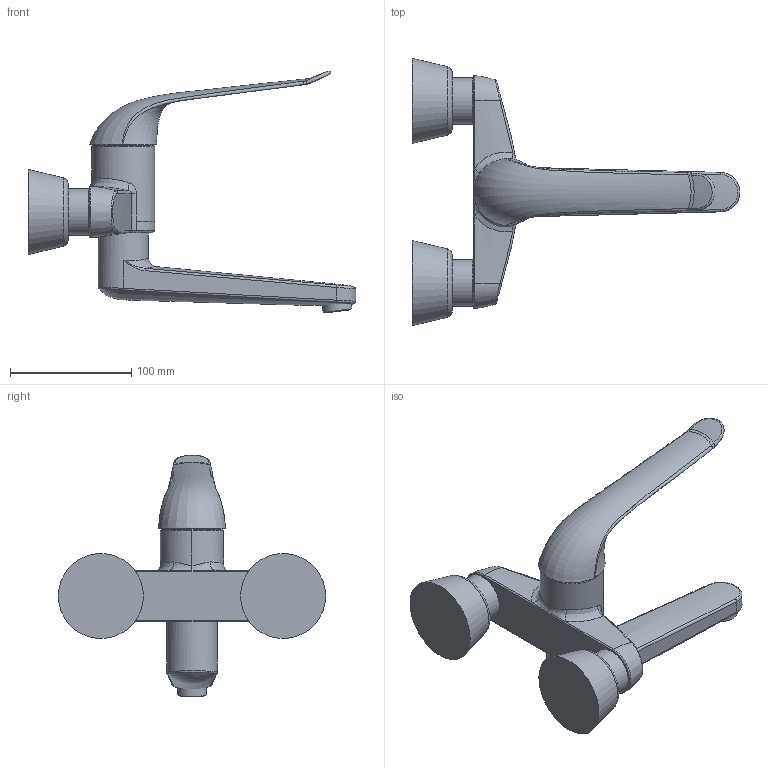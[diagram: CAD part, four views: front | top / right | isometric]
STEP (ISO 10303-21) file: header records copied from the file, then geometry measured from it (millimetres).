
FILE_DESCRIPTION(/* description */ ('Unknown'),/* implementation_level */ '2;1');
FILE_NAME(/* name */ '32773000',/* time_stamp */ '2022-09-09T10:56:09+02:00',/* author */ ('Unknown'),/* organization */ ('GROHE AG'),/* preprocessor_version */ 'ST-DEVELOPER v16.7',/* originating_system */ 'DEX',/* authorisation */ $);
FILE_SCHEMA (('AUTOMOTIVE_DESIGN {1 0 10303 214 3 1 1}'));
Length unit declared in the file: millimetre
Products named in the file (3): 32773000; id11; 1
Assembly tree (2 placements, depth 2):
  32773000
    id11
    1
Bounding box: 269.74 x 220 x 199.15 mm (x, y, z)
Volume: 277336.9 mm3; surface area: 108687.6 mm2
Topology: 3 solids, 9 shells, 81 faces, 198 edges, 125 vertices
Faces by surface type: bspline 52, plane 10, cylinder 10, torus 7, cone 1, sphere 1
Full cylindrical faces by diameter (mm): 23.87 x1, 38.5 x2, 41.499 x1, 42.5 x1
Entity records: 27055 total; most frequent: CARTESIAN_POINT 25105, ORIENTED_EDGE 335, EDGE_CURVE 176, DIRECTION 157, VERTEX_POINT 120, B_SPLINE_CURVE_WITH_KNOTS 103, EDGE_LOOP 102, FACE_BOUND 102
